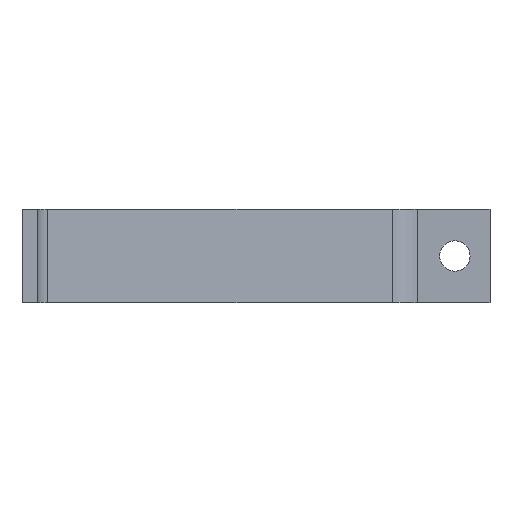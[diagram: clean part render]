
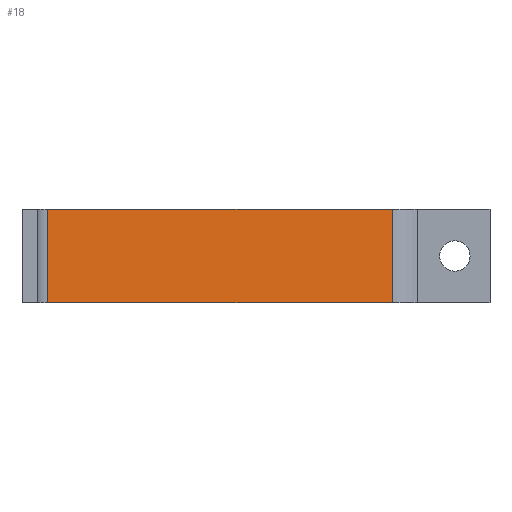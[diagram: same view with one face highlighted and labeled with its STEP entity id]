
A CAD part, front view. The second image highlights one B-rep face of the part: STEP entity #18.
In plain terms, the highlighted planar face has unit normal (0.707, -0.707, 0).
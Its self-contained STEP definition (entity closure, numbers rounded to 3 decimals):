
#18 = ADVANCED_FACE ( 'NONE', ( #402 ), #338, .F. ) ;
#83 = VECTOR ( 'NONE', #204, 1000. ) ;
#85 = LINE ( 'NONE', #205, #83 ) ;
#93 = VECTOR ( 'NONE', #353, 1000. ) ;
#102 = LINE ( 'NONE', #351, #93 ) ;
#106 = VECTOR ( 'NONE', #244, 1000. ) ;
#107 = VECTOR ( 'NONE', #282, 1000. ) ;
#108 = LINE ( 'NONE', #272, #106 ) ;
#111 = LINE ( 'NONE', #243, #107 ) ;
#204 = DIRECTION ( 'NONE',  ( 0.707, 0.707, 0. ) ) ;
#205 = CARTESIAN_POINT ( 'NONE',  ( 158.299, 189.107, 0. ) ) ;
#243 = CARTESIAN_POINT ( 'NONE',  ( 158.299, 189.107, 40. ) ) ;
#244 = DIRECTION ( 'NONE',  ( 0., 0., -1. ) ) ;
#262 = CARTESIAN_POINT ( 'NONE',  ( 158.299, 189.107, 0. ) ) ;
#264 = CARTESIAN_POINT ( 'NONE',  ( 10.893, 41.701, 0. ) ) ;
#272 = CARTESIAN_POINT ( 'NONE',  ( 10.893, 41.701, 40. ) ) ;
#282 = DIRECTION ( 'NONE',  ( 0.707, 0.707, 0. ) ) ;
#307 = CARTESIAN_POINT ( 'NONE',  ( 158.299, 189.107, 40. ) ) ;
#333 = DIRECTION ( 'NONE',  ( -0.707, 0.707, 0. ) ) ;
#338 = PLANE ( 'NONE',  #521 ) ;
#339 = CARTESIAN_POINT ( 'NONE',  ( 158.299, 189.107, 40. ) ) ;
#340 = CARTESIAN_POINT ( 'NONE',  ( 10.893, 41.701, 40. ) ) ;
#347 = DIRECTION ( 'NONE',  ( -0.707, -0.707, 0. ) ) ;
#351 = CARTESIAN_POINT ( 'NONE',  ( 158.299, 189.107, 40. ) ) ;
#353 = DIRECTION ( 'NONE',  ( 0., 0., -1. ) ) ;
#370 = EDGE_LOOP ( 'NONE', ( #477, #406, #407, #408 ) ) ;
#382 = VERTEX_POINT ( 'NONE', #339 ) ;
#398 = VERTEX_POINT ( 'NONE', #340 ) ;
#402 = FACE_OUTER_BOUND ( 'NONE', #370, .T. ) ;
#406 = ORIENTED_EDGE ( 'NONE', *, *, #558, .F. ) ;
#407 = ORIENTED_EDGE ( 'NONE', *, *, #556, .F. ) ;
#408 = ORIENTED_EDGE ( 'NONE', *, *, #555, .T. ) ;
#430 = VERTEX_POINT ( 'NONE', #264 ) ;
#477 = ORIENTED_EDGE ( 'NONE', *, *, #564, .T. ) ;
#486 = VERTEX_POINT ( 'NONE', #262 ) ;
#521 = AXIS2_PLACEMENT_3D ( 'NONE', #307, #333, #347 ) ;
#555 = EDGE_CURVE ( 'NONE', #398, #430, #108, .T. ) ;
#556 = EDGE_CURVE ( 'NONE', #398, #382, #111, .T. ) ;
#558 = EDGE_CURVE ( 'NONE', #382, #486, #102, .T. ) ;
#564 = EDGE_CURVE ( 'NONE', #430, #486, #85, .T. ) ;
